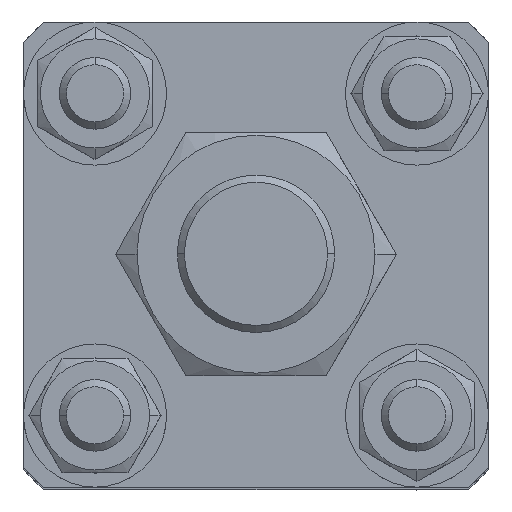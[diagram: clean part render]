
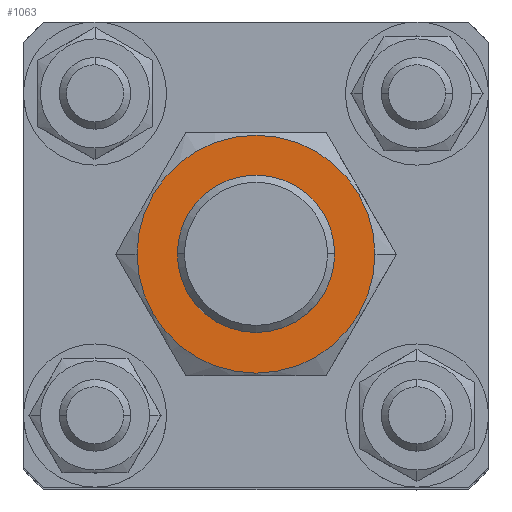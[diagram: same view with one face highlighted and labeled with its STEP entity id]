
A CAD part, top view. The second image highlights one B-rep face of the part: STEP entity #1063.
In plain terms, the highlighted planar face has unit normal (0, 0, 1).
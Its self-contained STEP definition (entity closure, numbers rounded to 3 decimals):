
#173 = VERTEX_POINT ( 'NONE', #2947 ) ;
#174 = VERTEX_POINT ( 'NONE', #2948 ) ;
#176 = VERTEX_POINT ( 'NONE', #2950 ) ;
#179 = VERTEX_POINT ( 'NONE', #2953 ) ;
#681 = ORIENTED_EDGE ( 'NONE', *, *, #861, .F. ) ;
#694 = ORIENTED_EDGE ( 'NONE', *, *, #826, .T. ) ;
#698 = ORIENTED_EDGE ( 'NONE', *, *, #860, .T. ) ;
#702 = ORIENTED_EDGE ( 'NONE', *, *, #832, .F. ) ;
#826 = EDGE_CURVE ( 'NONE', #173, #176, #2773, .T. ) ;
#832 = EDGE_CURVE ( 'NONE', #174, #179, #2782, .T. ) ;
#860 = EDGE_CURVE ( 'NONE', #176, #173, #2812, .T. ) ;
#861 = EDGE_CURVE ( 'NONE', #179, #174, #2813, .T. ) ;
#1063 = ADVANCED_FACE ( 'NONE', ( #5350, #5353 ), #5937, .T. ) ;
#2113 = AXIS2_PLACEMENT_3D ( 'NONE', #4430, #4431, #4432 ) ;
#2116 = AXIS2_PLACEMENT_3D ( 'NONE', #4446, #4447, #4448 ) ;
#2120 = AXIS2_PLACEMENT_3D ( 'NONE', #4646, #4647, #4648 ) ;
#2121 = AXIS2_PLACEMENT_3D ( 'NONE', #4649, #4650, #4651 ) ;
#2247 = AXIS2_PLACEMENT_3D ( 'NONE', #5938, #5943, #5944 ) ;
#2349 = EDGE_LOOP ( 'NONE', ( #694, #698 ) ) ;
#2357 = EDGE_LOOP ( 'NONE', ( #702, #681 ) ) ;
#2773 = CIRCLE ( 'NONE', #2113, 10.747 ) ;
#2782 = CIRCLE ( 'NONE', #2116, 16.625 ) ;
#2812 = CIRCLE ( 'NONE', #2120, 10.747 ) ;
#2813 = CIRCLE ( 'NONE', #2121, 16.625 ) ;
#2947 = CARTESIAN_POINT ( 'NONE',  ( 10.747, 0., 0. ) ) ;
#2948 = CARTESIAN_POINT ( 'NONE',  ( -16.625, 0., 0. ) ) ;
#2950 = CARTESIAN_POINT ( 'NONE',  ( -10.747, 0., 0. ) ) ;
#2953 = CARTESIAN_POINT ( 'NONE',  ( 16.625, 0., 0. ) ) ;
#4430 = CARTESIAN_POINT ( 'NONE',  ( 0., 0., 0. ) ) ;
#4431 = DIRECTION ( 'NONE',  ( 0., 0., -1. ) ) ;
#4432 = DIRECTION ( 'NONE',  ( 1., 0., 0. ) ) ;
#4446 = CARTESIAN_POINT ( 'NONE',  ( 0., 0., 0. ) ) ;
#4447 = DIRECTION ( 'NONE',  ( 0., 0., -1. ) ) ;
#4448 = DIRECTION ( 'NONE',  ( -1., 0., 0. ) ) ;
#4646 = CARTESIAN_POINT ( 'NONE',  ( 0., 0., 0. ) ) ;
#4647 = DIRECTION ( 'NONE',  ( 0., 0., -1. ) ) ;
#4648 = DIRECTION ( 'NONE',  ( 1., 0., 0. ) ) ;
#4649 = CARTESIAN_POINT ( 'NONE',  ( 0., 0., 0. ) ) ;
#4650 = DIRECTION ( 'NONE',  ( 0., 0., -1. ) ) ;
#4651 = DIRECTION ( 'NONE',  ( -1., 0., 0. ) ) ;
#5350 = FACE_BOUND ( 'NONE', #2349, .T. ) ;
#5353 = FACE_OUTER_BOUND ( 'NONE', #2357, .T. ) ;
#5937 = PLANE ( 'NONE',  #2247 ) ;
#5938 = CARTESIAN_POINT ( 'NONE',  ( 9.815, -17., 0. ) ) ;
#5943 = DIRECTION ( 'NONE',  ( 0., 0., 1. ) ) ;
#5944 = DIRECTION ( 'NONE',  ( 1., 0., 0. ) ) ;
